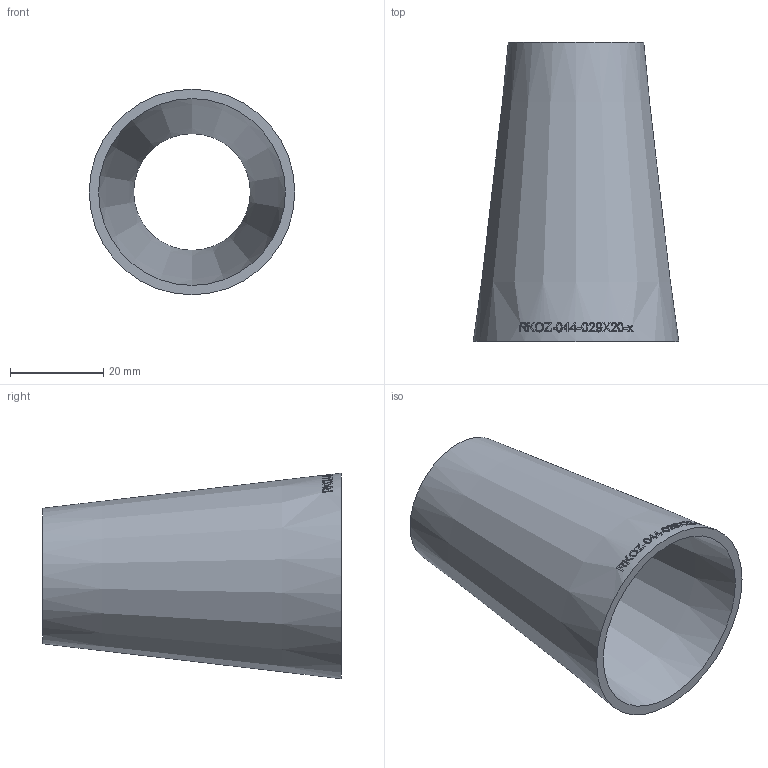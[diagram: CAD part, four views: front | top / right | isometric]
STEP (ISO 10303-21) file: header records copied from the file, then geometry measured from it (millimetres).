
FILE_DESCRIPTION (( 'STEP AP214' ), '1' );
FILE_NAME ('RKOZ-044-029X20-x Reduzierung aus Rohr 2006.STEP', '2020-06-22T08:41:19', ( '' ), ( '' ), 'SwSTEP 2.0', 'SolidWorks 2019', '' );
FILE_SCHEMA (( 'AUTOMOTIVE_DESIGN' ));
Length unit declared in the file: millimetre
Products named in the file (1): RKOZ-044-029X20-x Reduzierung aus Rohr 2006
Bounding box: 44 x 64 x 44 mm (x, y, z)
Volume: 13971.9 mm3; surface area: 14405.4 mm2
Topology: 1 solids, 1 shells, 221 faces, 582 edges, 388 vertices
Faces by surface type: bspline 192, cone 27, plane 2
Entity records: 20316 total; most frequent: CARTESIAN_POINT 14227, ORIENTED_EDGE 1160, EDGE_CURVE 580, B_SPLINE_CURVE_WITH_KNOTS 576, VERTEX_POINT 388, EDGE_LOOP 250, FACE_OUTER_BOUND 221, ADVANCED_FACE 221
